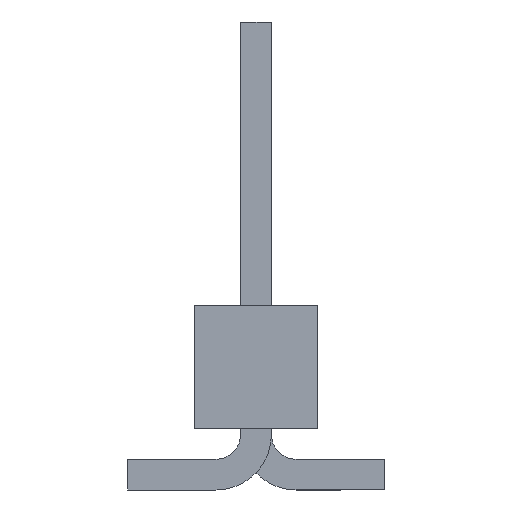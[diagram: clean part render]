
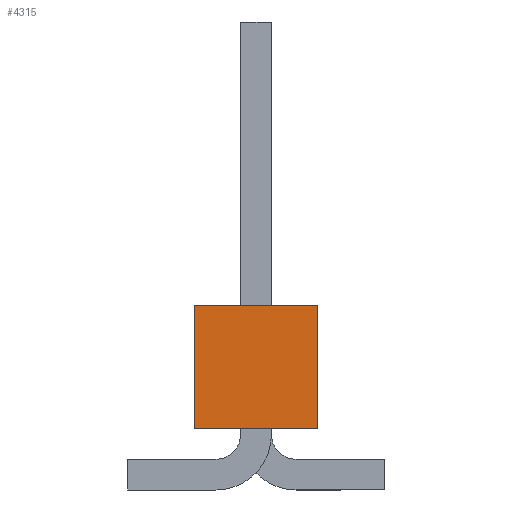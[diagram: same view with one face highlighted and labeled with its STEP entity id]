
A CAD part, left-side view. The second image highlights one B-rep face of the part: STEP entity #4315.
In plain terms, the highlighted planar face has unit normal (-1, 0, 0).
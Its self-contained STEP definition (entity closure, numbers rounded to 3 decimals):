
#678 = VERTEX_POINT('',#679);
#679 = CARTESIAN_POINT('',(-22.86,1.27,-1.27));
#685 = EDGE_CURVE('',#678,#686,#688,.T.);
#686 = VERTEX_POINT('',#687);
#687 = CARTESIAN_POINT('',(-22.86,1.27,1.27));
#688 = LINE('',#689,#690);
#689 = CARTESIAN_POINT('',(-22.86,1.27,-1.27));
#690 = VECTOR('',#691,1.);
#691 = DIRECTION('',(0.,0.,1.));
#3498 = VERTEX_POINT('',#3499);
#3499 = CARTESIAN_POINT('',(-22.86,-1.27,1.27));
#3505 = EDGE_CURVE('',#3506,#3498,#3508,.T.);
#3506 = VERTEX_POINT('',#3507);
#3507 = CARTESIAN_POINT('',(-22.86,-1.27,-1.27));
#3508 = LINE('',#3509,#3510);
#3509 = CARTESIAN_POINT('',(-22.86,-1.27,-1.27));
#3510 = VECTOR('',#3511,1.);
#3511 = DIRECTION('',(0.,0.,1.));
#3534 = EDGE_CURVE('',#678,#3506,#3535,.T.);
#3535 = LINE('',#3536,#3537);
#3536 = CARTESIAN_POINT('',(-22.86,1.27,-1.27));
#3537 = VECTOR('',#3538,1.);
#3538 = DIRECTION('',(0.,-1.,0.));
#4304 = EDGE_CURVE('',#686,#3498,#4305,.T.);
#4305 = LINE('',#4306,#4307);
#4306 = CARTESIAN_POINT('',(-22.86,1.27,1.27));
#4307 = VECTOR('',#4308,1.);
#4308 = DIRECTION('',(0.,-1.,0.));
#4315 = ADVANCED_FACE('',(#4316),#4322,.F.);
#4316 = FACE_BOUND('',#4317,.T.);
#4317 = EDGE_LOOP('',(#4318,#4319,#4320,#4321));
#4318 = ORIENTED_EDGE('',*,*,#3505,.T.);
#4319 = ORIENTED_EDGE('',*,*,#4304,.F.);
#4320 = ORIENTED_EDGE('',*,*,#685,.F.);
#4321 = ORIENTED_EDGE('',*,*,#3534,.T.);
#4322 = PLANE('',#4323);
#4323 = AXIS2_PLACEMENT_3D('',#4324,#4325,#4326);
#4324 = CARTESIAN_POINT('',(-22.86,1.27,-1.27));
#4325 = DIRECTION('',(1.,0.,0.));
#4326 = DIRECTION('',(0.,0.,-1.));
